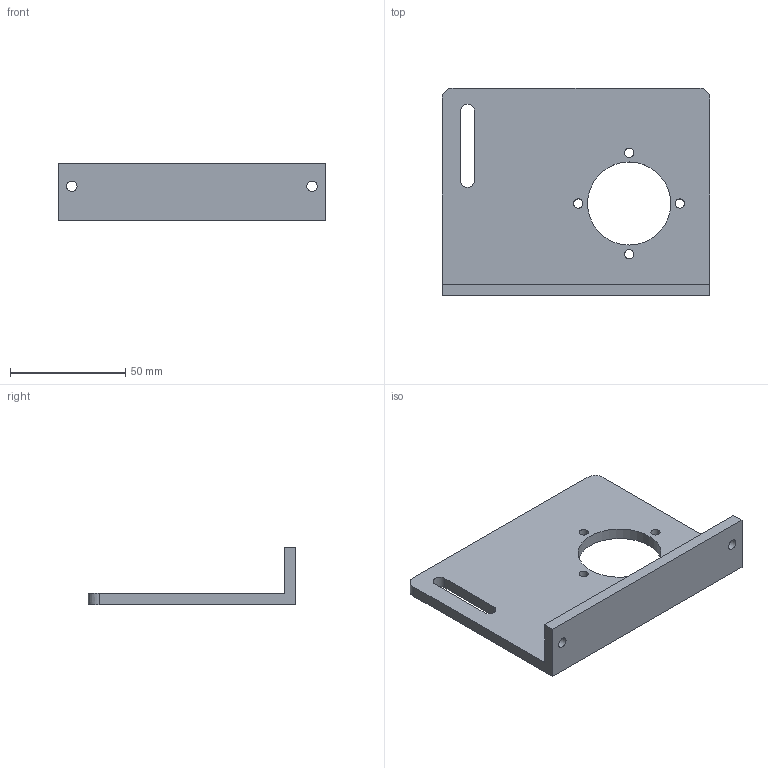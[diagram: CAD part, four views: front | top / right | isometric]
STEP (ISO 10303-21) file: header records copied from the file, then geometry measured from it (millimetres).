
FILE_DESCRIPTION(/* description */ (''),/* implementation_level */ '2;1');
FILE_NAME(/* name */ '03-panel2-01 v0 v1.step',/* time_stamp */ '2018-08-20T19:55:27+09:00',/* author */ ('chisato.nakashima'),/* organization */ (''),/* preprocessor_version */ 'ST-DEVELOPER v17',/* originating_system */ 'Autodesk Translation Framework v7.1.0.215',/* authorisation */ '');
FILE_SCHEMA (('AUTOMOTIVE_DESIGN { 1 0 10303 214 3 1 1 }'));
Length unit declared in the file: millimetre
Products named in the file (1): 03-panel2-01 v0
Bounding box: 116 x 90 x 25 mm (x, y, z)
Volume: 57215.2 mm3; surface area: 26480.2 mm2
Topology: 1 solids, 1 shells, 21 faces, 65 edges, 46 vertices
Faces by surface type: plane 10, cylinder 9, bspline 2
Full cylindrical faces by diameter (mm): 4 x4, 4.5 x2, 36 x1
Entity records: 962 total; most frequent: CARTESIAN_POINT 295, ORIENTED_EDGE 130, DIRECTION 127, EDGE_CURVE 65, VERTEX_POINT 46, AXIS2_PLACEMENT_3D 46, EDGE_LOOP 37, LINE 35
